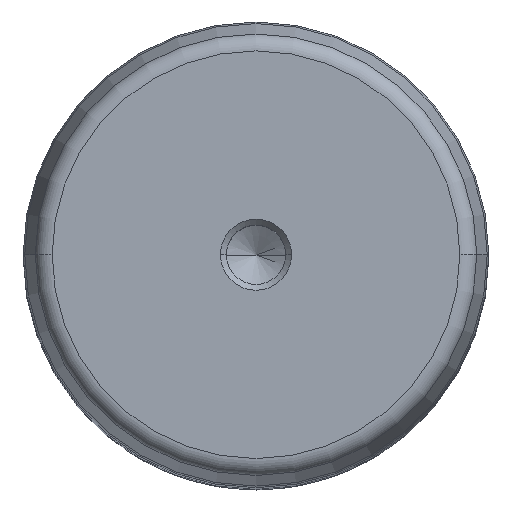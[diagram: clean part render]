
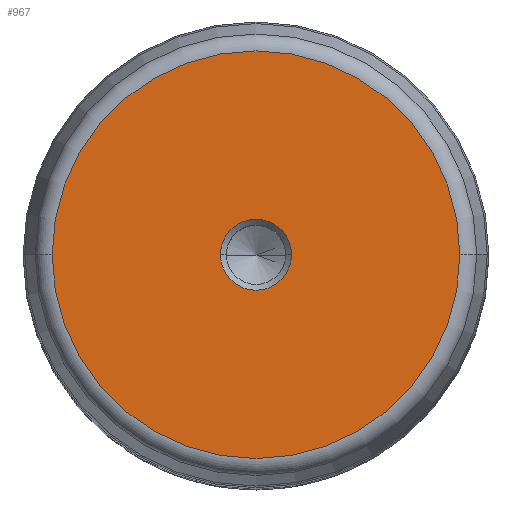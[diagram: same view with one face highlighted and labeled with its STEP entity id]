
A CAD part, top view. The second image highlights one B-rep face of the part: STEP entity #967.
In plain terms, the highlighted planar face has unit normal (0, 0, 1).
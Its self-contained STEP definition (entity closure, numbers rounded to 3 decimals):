
#30 = DIRECTION ( 'NONE',  ( 1., 0., 0. ) ) ;
#37 = DIRECTION ( 'NONE',  ( 1., 0., 0. ) ) ;
#47 = AXIS2_PLACEMENT_3D ( 'NONE', #675, #2580, #2016 ) ;
#140 = EDGE_LOOP ( 'NONE', ( #2726, #577 ) ) ;
#271 = FACE_BOUND ( 'NONE', #1938, .T. ) ;
#292 = CARTESIAN_POINT ( 'NONE',  ( 0., 0., 250. ) ) ;
#300 = AXIS2_PLACEMENT_3D ( 'NONE', #1695, #581, #1135 ) ;
#495 = CARTESIAN_POINT ( 'NONE',  ( -35.019, 0., 250. ) ) ;
#553 = ORIENTED_EDGE ( 'NONE', *, *, #745, .T. ) ;
#577 = ORIENTED_EDGE ( 'NONE', *, *, #1957, .T. ) ;
#581 = DIRECTION ( 'NONE',  ( 0., 0., -1. ) ) ;
#595 = CARTESIAN_POINT ( 'NONE',  ( 0., 0., 250. ) ) ;
#596 = AXIS2_PLACEMENT_3D ( 'NONE', #595, #1693, #37 ) ;
#671 = CIRCLE ( 'NONE', #3168, 35.019 ) ;
#675 = CARTESIAN_POINT ( 'NONE',  ( 0., 0., 250. ) ) ;
#745 = EDGE_CURVE ( 'NONE', #3227, #3289, #1382, .T. ) ;
#769 = DIRECTION ( 'NONE',  ( 1., 0., 0. ) ) ;
#967 = ADVANCED_FACE ( 'NONE', ( #3293, #271 ), #1677, .T. ) ;
#1135 = DIRECTION ( 'NONE',  ( 1., 0., 0. ) ) ;
#1151 = CIRCLE ( 'NONE', #47, 6.1 ) ;
#1194 = CIRCLE ( 'NONE', #596, 35.019 ) ;
#1256 = ORIENTED_EDGE ( 'NONE', *, *, #2066, .T. ) ;
#1382 = CIRCLE ( 'NONE', #300, 6.1 ) ;
#1402 = DIRECTION ( 'NONE',  ( 0., 0., 1. ) ) ;
#1677 = PLANE ( 'NONE',  #1974 ) ;
#1693 = DIRECTION ( 'NONE',  ( 0., 0., 1. ) ) ;
#1695 = CARTESIAN_POINT ( 'NONE',  ( 0., 0., 250. ) ) ;
#1938 = EDGE_LOOP ( 'NONE', ( #553, #1256 ) ) ;
#1957 = EDGE_CURVE ( 'NONE', #2669, #3351, #1194, .T. ) ;
#1974 = AXIS2_PLACEMENT_3D ( 'NONE', #292, #1402, #30 ) ;
#2016 = DIRECTION ( 'NONE',  ( 1., 0., 0. ) ) ;
#2066 = EDGE_CURVE ( 'NONE', #3289, #3227, #1151, .T. ) ;
#2403 = CARTESIAN_POINT ( 'NONE',  ( 0., 0., 250. ) ) ;
#2409 = CARTESIAN_POINT ( 'NONE',  ( -6.1, 0., 250. ) ) ;
#2457 = CARTESIAN_POINT ( 'NONE',  ( 6.1, 0., 250. ) ) ;
#2580 = DIRECTION ( 'NONE',  ( 0., 0., -1. ) ) ;
#2615 = CARTESIAN_POINT ( 'NONE',  ( 35.019, 0., 250. ) ) ;
#2644 = EDGE_CURVE ( 'NONE', #3351, #2669, #671, .T. ) ;
#2669 = VERTEX_POINT ( 'NONE', #495 ) ;
#2726 = ORIENTED_EDGE ( 'NONE', *, *, #2644, .T. ) ;
#3168 = AXIS2_PLACEMENT_3D ( 'NONE', #2403, #3201, #769 ) ;
#3201 = DIRECTION ( 'NONE',  ( 0., 0., 1. ) ) ;
#3227 = VERTEX_POINT ( 'NONE', #2457 ) ;
#3289 = VERTEX_POINT ( 'NONE', #2409 ) ;
#3293 = FACE_OUTER_BOUND ( 'NONE', #140, .T. ) ;
#3351 = VERTEX_POINT ( 'NONE', #2615 ) ;
